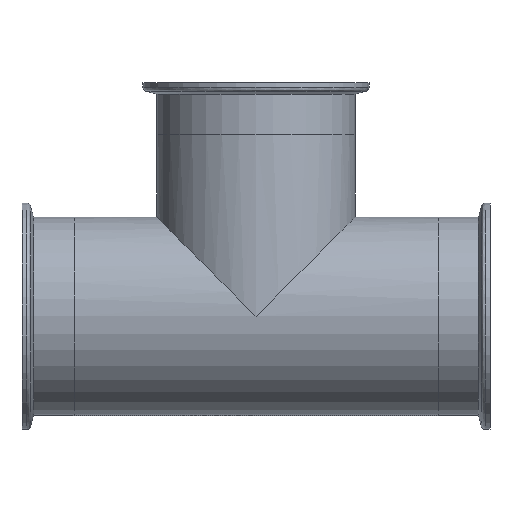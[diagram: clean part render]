
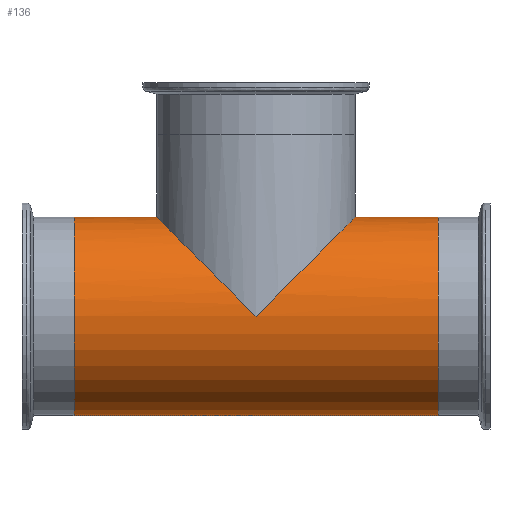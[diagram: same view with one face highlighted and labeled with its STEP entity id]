
A CAD part, front view. The second image highlights one B-rep face of the part: STEP entity #136.
In plain terms, the highlighted cylindrical face has radius 38.15 mm (diameter 76.3 mm), a partial arc.
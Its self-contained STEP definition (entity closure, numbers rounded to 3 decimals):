
#136=ADVANCED_FACE('',(#218,#219),#217,.T.);
#217=CYLINDRICAL_SURFACE('',#427,38.15);
#218=FACE_OUTER_BOUND('',#428,.T.);
#219=FACE_BOUND('',#429,.T.);
#424=CARTESIAN_POINT('',(0.,0.,0.));
#425=DIRECTION('',(1.,0.,0.));
#426=DIRECTION('',(0.,0.,-1.));
#427=AXIS2_PLACEMENT_3D('',#424,#425,#426);
#428=EDGE_LOOP('',(#598,#599,#600,#601,#602,#603));
#429=EDGE_LOOP('',(#604,#605,#606,#607));
#598=ORIENTED_EDGE('',*,*,#680,.F.);
#599=ORIENTED_EDGE('',*,*,#682,.F.);
#600=ORIENTED_EDGE('',*,*,#694,.T.);
#601=ORIENTED_EDGE('',*,*,#674,.T.);
#602=ORIENTED_EDGE('',*,*,#676,.T.);
#603=ORIENTED_EDGE('',*,*,#695,.F.);
#604=ORIENTED_EDGE('',*,*,#696,.F.);
#605=ORIENTED_EDGE('',*,*,#697,.F.);
#606=ORIENTED_EDGE('',*,*,#698,.F.);
#607=ORIENTED_EDGE('',*,*,#699,.F.);
#674=EDGE_CURVE('',#728,#729,#730,.T.);
#676=EDGE_CURVE('',#729,#736,#743,.T.);
#680=EDGE_CURVE('',#770,#771,#772,.T.);
#682=EDGE_CURVE('',#778,#770,#785,.T.);
#694=EDGE_CURVE('',#778,#728,#866,.T.);
#695=EDGE_CURVE('',#771,#736,#872,.T.);
#696=EDGE_CURVE('',#878,#879,#880,.T.);
#697=EDGE_CURVE('',#886,#878,#887,.T.);
#698=EDGE_CURVE('',#893,#886,#894,.T.);
#699=EDGE_CURVE('',#879,#893,#900,.T.);
#728=VERTEX_POINT('',#1088);
#729=VERTEX_POINT('',#1089);
#730=CIRCLE('',#1093,38.15);
#736=VERTEX_POINT('',#1094);
#743=CIRCLE('',#1102,38.15);
#770=VERTEX_POINT('',#1118);
#771=VERTEX_POINT('',#1119);
#772=CIRCLE('',#1123,38.15);
#778=VERTEX_POINT('',#1124);
#785=CIRCLE('',#1132,38.15);
#866=(BOUNDED_CURVE() B_SPLINE_CURVE(1,(#1363,#1364),.UNSPECIFIED.,.F.,.F.) B_SPLINE_CURVE_WITH_KNOTS((2,2),(0.063,0.938),.UNSPECIFIED.) CURVE() GEOMETRIC_REPRESENTATION_ITEM() RATIONAL_B_SPLINE_CURVE((1.,1.)) REPRESENTATION_ITEM('') );
#872=(BOUNDED_CURVE() B_SPLINE_CURVE(1,(#1365,#1366),.UNSPECIFIED.,.F.,.F.) B_SPLINE_CURVE_WITH_KNOTS((2,2),(0.063,0.938),.UNSPECIFIED.) CURVE() GEOMETRIC_REPRESENTATION_ITEM() RATIONAL_B_SPLINE_CURVE((0.768,0.768)) REPRESENTATION_ITEM('') );
#878=VERTEX_POINT('',#1367);
#879=VERTEX_POINT('',#1368);
#880=(BOUNDED_CURVE() B_SPLINE_CURVE(2,(#1369,#1370,#1371),.UNSPECIFIED.,.F.,.F.) B_SPLINE_CURVE_WITH_KNOTS((3,3),(3.142,4.712),.UNSPECIFIED.) CURVE() GEOMETRIC_REPRESENTATION_ITEM() RATIONAL_B_SPLINE_CURVE((1.,0.707,1.)) REPRESENTATION_ITEM('') );
#886=VERTEX_POINT('',#1372);
#887=(BOUNDED_CURVE() B_SPLINE_CURVE(2,(#1373,#1374,#1375),.UNSPECIFIED.,.F.,.F.) B_SPLINE_CURVE_WITH_KNOTS((3,3),(1.571,3.142),.UNSPECIFIED.) CURVE() GEOMETRIC_REPRESENTATION_ITEM() RATIONAL_B_SPLINE_CURVE((1.,0.707,1.)) REPRESENTATION_ITEM('') );
#893=VERTEX_POINT('',#1376);
#894=(BOUNDED_CURVE() B_SPLINE_CURVE(2,(#1377,#1378,#1379),.UNSPECIFIED.,.F.,.F.) B_SPLINE_CURVE_WITH_KNOTS((3,3),(3.142,4.712),.UNSPECIFIED.) CURVE() GEOMETRIC_REPRESENTATION_ITEM() RATIONAL_B_SPLINE_CURVE((1.,0.707,1.)) REPRESENTATION_ITEM('') );
#900=(BOUNDED_CURVE() B_SPLINE_CURVE(2,(#1380,#1381,#1382),.UNSPECIFIED.,.F.,.F.) B_SPLINE_CURVE_WITH_KNOTS((3,3),(1.571,3.142),.UNSPECIFIED.) CURVE() GEOMETRIC_REPRESENTATION_ITEM() RATIONAL_B_SPLINE_CURVE((1.,0.707,1.)) REPRESENTATION_ITEM('') );
#1088=CARTESIAN_POINT('',(70.,0.,-38.15));
#1089=CARTESIAN_POINT('',(70.,0.,38.15));
#1090=CARTESIAN_POINT('',(70.,0.,0.));
#1091=DIRECTION('',(-1.,0.,0.));
#1092=DIRECTION('',(0.,0.,1.));
#1093=AXIS2_PLACEMENT_3D('',#1090,#1091,#1092);
#1094=CARTESIAN_POINT('',(70.,25.731,-28.166));
#1099=CARTESIAN_POINT('',(70.,0.,0.));
#1100=DIRECTION('',(-1.,0.,0.));
#1101=DIRECTION('',(0.,0.,1.));
#1102=AXIS2_PLACEMENT_3D('',#1099,#1100,#1101);
#1118=CARTESIAN_POINT('',(-70.,0.,38.15));
#1119=CARTESIAN_POINT('',(-70.,25.731,-28.166));
#1120=CARTESIAN_POINT('',(-70.,0.,0.));
#1121=DIRECTION('',(-1.,0.,0.));
#1122=DIRECTION('',(0.,0.,1.));
#1123=AXIS2_PLACEMENT_3D('',#1120,#1121,#1122);
#1124=CARTESIAN_POINT('',(-70.,0.,-38.15));
#1129=CARTESIAN_POINT('',(-70.,0.,0.));
#1130=DIRECTION('',(-1.,0.,0.));
#1131=DIRECTION('',(0.,0.,1.));
#1132=AXIS2_PLACEMENT_3D('',#1129,#1130,#1131);
#1363=CARTESIAN_POINT('',(-70.,0.,-38.15));
#1364=CARTESIAN_POINT('',(70.,0.,-38.15));
#1365=CARTESIAN_POINT('',(-70.,25.731,-28.167));
#1366=CARTESIAN_POINT('',(70.,25.731,-28.167));
#1367=CARTESIAN_POINT('',(38.15,0.,38.15));
#1368=CARTESIAN_POINT('',(0.,38.15,0.));
#1369=CARTESIAN_POINT('',(38.15,0.,38.15));
#1370=CARTESIAN_POINT('',(38.15,38.15,38.15));
#1371=CARTESIAN_POINT('',(0.,38.15,0.));
#1372=CARTESIAN_POINT('',(0.,-38.15,0.));
#1373=CARTESIAN_POINT('',(0.,-38.15,0.));
#1374=CARTESIAN_POINT('',(38.15,-38.15,38.15));
#1375=CARTESIAN_POINT('',(38.15,0.,38.15));
#1376=CARTESIAN_POINT('',(-38.15,0.,38.15));
#1377=CARTESIAN_POINT('',(-38.15,0.,38.15));
#1378=CARTESIAN_POINT('',(-38.15,-38.15,38.15));
#1379=CARTESIAN_POINT('',(0.,-38.15,0.));
#1380=CARTESIAN_POINT('',(0.,38.15,0.));
#1381=CARTESIAN_POINT('',(-38.15,38.15,38.15));
#1382=CARTESIAN_POINT('',(-38.15,0.,38.15));
